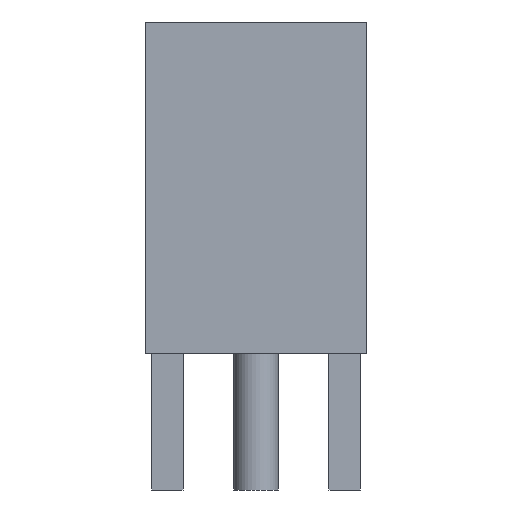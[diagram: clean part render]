
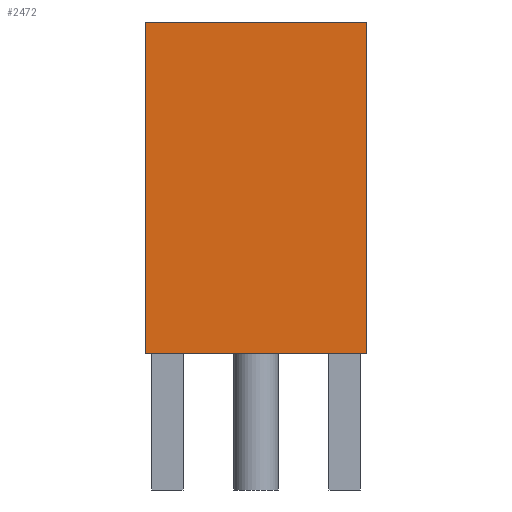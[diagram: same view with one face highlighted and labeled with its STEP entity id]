
A CAD part, front view. The second image highlights one B-rep face of the part: STEP entity #2472.
In plain terms, the highlighted planar face has unit normal (0, -1, 0).
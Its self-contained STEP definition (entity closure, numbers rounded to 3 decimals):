
#88 = AXIS2_PLACEMENT_3D ( 'NONE', #903, #2945, #1349 ) ;
#121 = LINE ( 'NONE', #979, #2817 ) ;
#124 = DIRECTION ( 'NONE',  ( 0., 0., 1. ) ) ;
#127 = ORIENTED_EDGE ( 'NONE', *, *, #1187, .T. ) ;
#129 = CARTESIAN_POINT ( 'NONE',  ( 3.175, -3.2, -12.685 ) ) ;
#134 = EDGE_CURVE ( 'NONE', #208, #875, #2001, .T. ) ;
#188 = CARTESIAN_POINT ( 'NONE',  ( 3.175, -3.2, -3.185 ) ) ;
#208 = VERTEX_POINT ( 'NONE', #129 ) ;
#443 = CARTESIAN_POINT ( 'NONE',  ( -3.175, -3.2, -12.685 ) ) ;
#560 = EDGE_CURVE ( 'NONE', #875, #2095, #121, .T. ) ;
#739 = VECTOR ( 'NONE', #2150, 1000. ) ;
#875 = VERTEX_POINT ( 'NONE', #2286 ) ;
#903 = CARTESIAN_POINT ( 'NONE',  ( -3.175, -3.2, -12.685 ) ) ;
#979 = CARTESIAN_POINT ( 'NONE',  ( -3.175, -3.2, -3.185 ) ) ;
#1000 = LINE ( 'NONE', #1685, #1244 ) ;
#1118 = EDGE_LOOP ( 'NONE', ( #127, #1560, #1879, #2664 ) ) ;
#1187 = EDGE_CURVE ( 'NONE', #2095, #2415, #1000, .T. ) ;
#1215 = CARTESIAN_POINT ( 'NONE',  ( -3.175, -3.2, -3.185 ) ) ;
#1224 = DIRECTION ( 'NONE',  ( -1., 0., 0. ) ) ;
#1244 = VECTOR ( 'NONE', #1248, 1000. ) ;
#1248 = DIRECTION ( 'NONE',  ( 0., 0., -1. ) ) ;
#1349 = DIRECTION ( 'NONE',  ( 0., 0., -1. ) ) ;
#1362 = PLANE ( 'NONE',  #88 ) ;
#1560 = ORIENTED_EDGE ( 'NONE', *, *, #2170, .T. ) ;
#1685 = CARTESIAN_POINT ( 'NONE',  ( -3.175, -3.2, -3.185 ) ) ;
#1744 = LINE ( 'NONE', #2374, #739 ) ;
#1879 = ORIENTED_EDGE ( 'NONE', *, *, #134, .T. ) ;
#2001 = LINE ( 'NONE', #188, #2775 ) ;
#2095 = VERTEX_POINT ( 'NONE', #1215 ) ;
#2150 = DIRECTION ( 'NONE',  ( 1., 0., 0. ) ) ;
#2170 = EDGE_CURVE ( 'NONE', #2415, #208, #1744, .T. ) ;
#2286 = CARTESIAN_POINT ( 'NONE',  ( 3.175, -3.2, -3.185 ) ) ;
#2374 = CARTESIAN_POINT ( 'NONE',  ( -3.175, -3.2, -12.685 ) ) ;
#2415 = VERTEX_POINT ( 'NONE', #443 ) ;
#2472 = ADVANCED_FACE ( 'NONE', ( #2863 ), #1362, .T. ) ;
#2664 = ORIENTED_EDGE ( 'NONE', *, *, #560, .T. ) ;
#2775 = VECTOR ( 'NONE', #124, 1000. ) ;
#2817 = VECTOR ( 'NONE', #1224, 1000. ) ;
#2863 = FACE_OUTER_BOUND ( 'NONE', #1118, .T. ) ;
#2945 = DIRECTION ( 'NONE',  ( 0., -1., 0. ) ) ;
